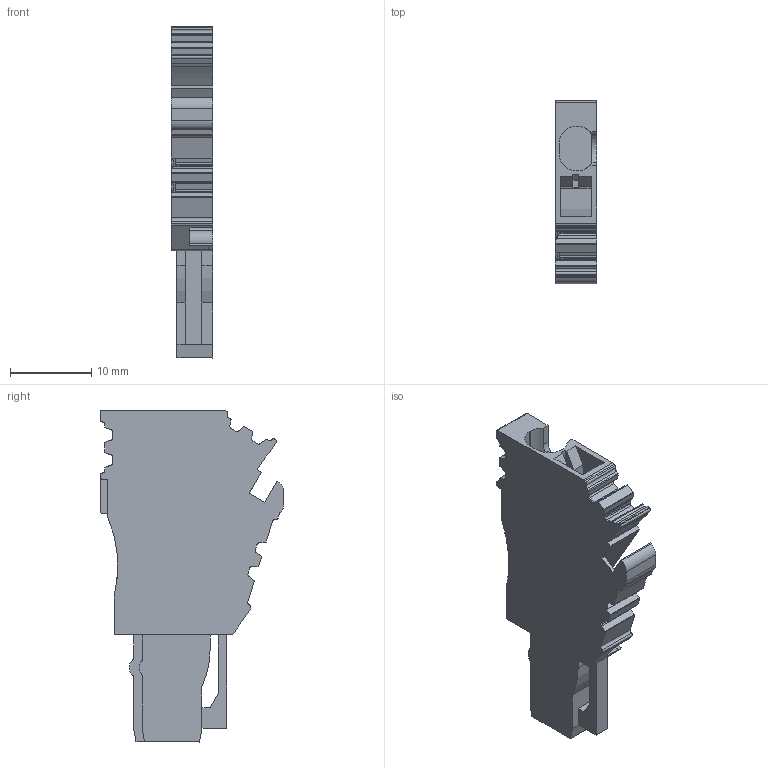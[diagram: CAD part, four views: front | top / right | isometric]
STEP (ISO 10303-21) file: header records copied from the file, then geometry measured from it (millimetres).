
FILE_DESCRIPTION(('CATIA V5R22 STEP214','CAx-IF Rec.Pracs.--- Model Styling and Organization---1.4--- 2014-01-23'),'2;1');
FILE_NAME ('022647-2_0', '2021-06-08T07:01:10+00:00', ('Weidmueller Interface'), ('Weidmueller'), 'CATIA Version 5-6 Release 2016 SP3 HF44', 'CATIA V5 STEP AP214', 'none');
FILE_SCHEMA(('AUTOMOTIVE_DESIGN { 1 0 10303 214 1 1 1 1 }'));
Length unit declared in the file: millimetre
Products named in the file (1): 1815190000
Bounding box: 5.1 x 22.55 x 40.75 mm (x, y, z)
Volume: 2432.7 mm3; surface area: 2445.2 mm2
Topology: 1 solids, 1 shells, 311 faces, 928 edges, 621 vertices
Faces by surface type: plane 177, cylinder 131, extrusion 3
Entity records: 10266 total; most frequent: CARTESIAN_POINT 2107, ORIENTED_EDGE 1856, DIRECTION 1422, EDGE_CURVE 928, VECTOR 646, LINE 643, VERTEX_POINT 621, AXIS2_PLACEMENT_3D 492
